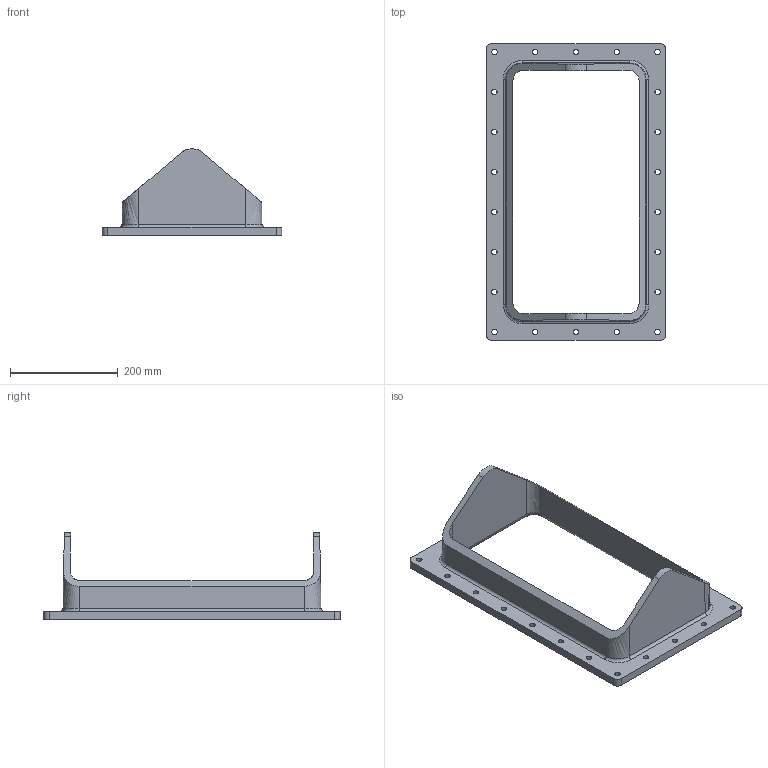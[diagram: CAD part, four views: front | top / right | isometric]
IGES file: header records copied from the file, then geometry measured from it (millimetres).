
Global section: file name: SRF-185-GRP ; native system: Autodesk Inventor 2016; preprocessor: unknown; author: Elvira H. ; date: 20160914.135128; units: millimetre
Bounding box: 333 x 550 x 160.4 mm (x, y, z)
Volume: 2258580.6 mm3; surface area: 394200 mm2
Topology: 1 solids, 1 shells, 68 faces, 182 edges, 116 vertices
Faces by surface type: bspline 68
